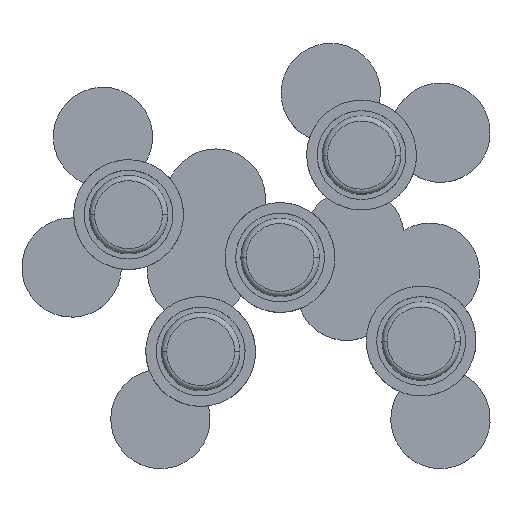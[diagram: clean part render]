
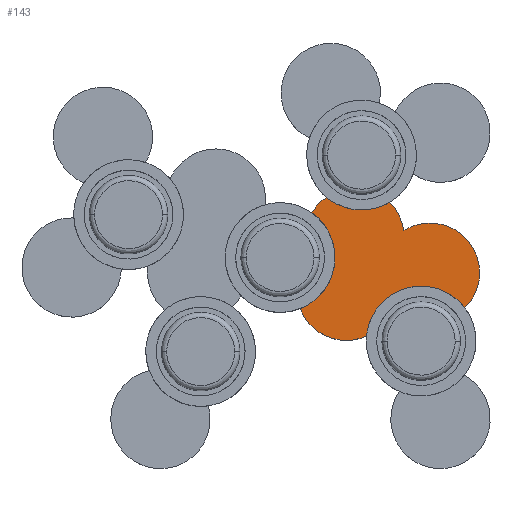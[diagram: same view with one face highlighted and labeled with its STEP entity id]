
A CAD part, top view. The second image highlights one B-rep face of the part: STEP entity #143.
In plain terms, the highlighted planar face has unit normal (0, 0, 1).
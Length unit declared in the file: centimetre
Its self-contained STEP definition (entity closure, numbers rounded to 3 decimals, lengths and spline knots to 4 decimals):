
#143=ADVANCED_FACE('',(#242),#1365,.T.);
#242=FACE_OUTER_BOUND('',#345,.T.);
#345=EDGE_LOOP('',(#609,#610,#611,#612,#613,#614,#615,#616));
#609=ORIENTED_EDGE('',*,*,#909,.T.);
#610=ORIENTED_EDGE('',*,*,#913,.T.);
#611=ORIENTED_EDGE('',*,*,#916,.T.);
#612=ORIENTED_EDGE('',*,*,#919,.T.);
#613=ORIENTED_EDGE('',*,*,#922,.T.);
#614=ORIENTED_EDGE('',*,*,#925,.T.);
#615=ORIENTED_EDGE('',*,*,#927,.T.);
#616=ORIENTED_EDGE('',*,*,#933,.T.);
#909=EDGE_CURVE('',#1280,#1279,#1114,.T.);
#913=EDGE_CURVE('',#1279,#1282,#1118,.T.);
#916=EDGE_CURVE('',#1282,#1284,#1121,.T.);
#919=EDGE_CURVE('',#1284,#1286,#1124,.T.);
#922=EDGE_CURVE('',#1286,#1288,#1127,.T.);
#925=EDGE_CURVE('',#1288,#1290,#1130,.T.);
#927=EDGE_CURVE('',#1290,#1296,#1132,.T.);
#933=EDGE_CURVE('',#1296,#1280,#1138,.T.);
#1114=(
BOUNDED_CURVE()
B_SPLINE_CURVE(2,(#3038,#3039,#3040,#3041,#3042),.UNSPECIFIED.,.F.,.F.)
B_SPLINE_CURVE_WITH_KNOTS((3,2,3),(-83.7465,-79.8958,
-76.0451),.UNSPECIFIED.)
CURVE()
GEOMETRIC_REPRESENTATION_ITEM()
RATIONAL_B_SPLINE_CURVE((1.,0.919,1.,0.919,1.))
REPRESENTATION_ITEM('')
);
#1118=(
BOUNDED_CURVE()
B_SPLINE_CURVE(2,(#3052,#3053,#3054,#3055,#3056),.UNSPECIFIED.,.F.,.F.)
B_SPLINE_CURVE_WITH_KNOTS((3,2,3),(-76.0451,-69.7376,
-63.4301),.UNSPECIFIED.)
CURVE()
GEOMETRIC_REPRESENTATION_ITEM()
RATIONAL_B_SPLINE_CURVE((1.,0.825,1.,0.825,1.))
REPRESENTATION_ITEM('')
);
#1121=(
BOUNDED_CURVE()
B_SPLINE_CURVE(2,(#3064,#3065,#3066,#3067,#3068),.UNSPECIFIED.,.F.,.F.)
B_SPLINE_CURVE_WITH_KNOTS((3,2,3),(-63.4301,-56.4999,
-49.5697),.UNSPECIFIED.)
CURVE()
GEOMETRIC_REPRESENTATION_ITEM()
RATIONAL_B_SPLINE_CURVE((1.,0.746,1.,0.746,1.))
REPRESENTATION_ITEM('')
);
#1124=(
BOUNDED_CURVE()
B_SPLINE_CURVE(2,(#3074,#3075,#3076),.UNSPECIFIED.,.F.,.F.)
B_SPLINE_CURVE_WITH_KNOTS((3,3),(-49.5697,-46.492),
 .UNSPECIFIED.)
CURVE()
GEOMETRIC_REPRESENTATION_ITEM()
RATIONAL_B_SPLINE_CURVE((1.,0.948,1.))
REPRESENTATION_ITEM('')
);
#1127=(
BOUNDED_CURVE()
B_SPLINE_CURVE(2,(#3082,#3083,#3084),.UNSPECIFIED.,.F.,.F.)
B_SPLINE_CURVE_WITH_KNOTS((3,3),(-46.492,-40.0363),
 .UNSPECIFIED.)
CURVE()
GEOMETRIC_REPRESENTATION_ITEM()
RATIONAL_B_SPLINE_CURVE((1.,0.817,1.))
REPRESENTATION_ITEM('')
);
#1130=(
BOUNDED_CURVE()
B_SPLINE_CURVE(2,(#3090,#3091,#3092),.UNSPECIFIED.,.F.,.F.)
B_SPLINE_CURVE_WITH_KNOTS((3,3),(-40.0363,-37.9809),
 .UNSPECIFIED.)
CURVE()
GEOMETRIC_REPRESENTATION_ITEM()
RATIONAL_B_SPLINE_CURVE((1.,0.977,1.))
REPRESENTATION_ITEM('')
);
#1132=(
BOUNDED_CURVE()
B_SPLINE_CURVE(2,(#3096,#3097,#3098),.UNSPECIFIED.,.F.,.F.)
B_SPLINE_CURVE_WITH_KNOTS((3,3),(-37.9809,-33.0085),
 .UNSPECIFIED.)
CURVE()
GEOMETRIC_REPRESENTATION_ITEM()
RATIONAL_B_SPLINE_CURVE((1.,0.889,1.))
REPRESENTATION_ITEM('')
);
#1138=(
BOUNDED_CURVE()
B_SPLINE_CURVE(2,(#3125,#3126,#3127),.UNSPECIFIED.,.F.,.F.)
B_SPLINE_CURVE_WITH_KNOTS((3,3),(-33.0085,-26.6951),
 .UNSPECIFIED.)
CURVE()
GEOMETRIC_REPRESENTATION_ITEM()
RATIONAL_B_SPLINE_CURVE((1.,0.826,1.))
REPRESENTATION_ITEM('')
);
#1279=VERTEX_POINT('',#2737);
#1280=VERTEX_POINT('',#2738);
#1282=VERTEX_POINT('',#2740);
#1284=VERTEX_POINT('',#2742);
#1286=VERTEX_POINT('',#2744);
#1288=VERTEX_POINT('',#2746);
#1290=VERTEX_POINT('',#2748);
#1296=VERTEX_POINT('',#2754);
#1365=PLANE('',#1484);
#1484=AXIS2_PLACEMENT_3D('',#2463,#1533,$);
#1533=DIRECTION('',(0.,0.,1.));
#2463=CARTESIAN_POINT('',(2040.3622,-8.2454,2.));
#2737=CARTESIAN_POINT('',(2027.385,-23.2561,2.));
#2738=CARTESIAN_POINT('',(2021.0236,-20.6223,2.));
#2740=CARTESIAN_POINT('',(2036.7994,-20.5635,2.));
#2742=CARTESIAN_POINT('',(2030.9603,-13.1452,2.));
#2744=CARTESIAN_POINT('',(2029.5809,-10.454,2.));
#2746=CARTESIAN_POINT('',(2023.5445,-9.9587,2.));
#2748=CARTESIAN_POINT('',(2022.1618,-11.4579,2.));
#2754=CARTESIAN_POINT('',(2024.3634,-15.7322,2.));
#3038=CARTESIAN_POINT('',(2021.0236,-20.6223,2.));
#3039=CARTESIAN_POINT('',(2021.756,-22.5244,2.));
#3040=CARTESIAN_POINT('',(2023.6392,-23.3041,2.));
#3041=CARTESIAN_POINT('',(2025.5224,-24.0838,2.));
#3042=CARTESIAN_POINT('',(2027.385,-23.2561,2.));
#3052=CARTESIAN_POINT('',(2027.385,-23.2561,2.));
#3053=CARTESIAN_POINT('',(2027.7112,-19.6737,2.));
#3054=CARTESIAN_POINT('',(2031.1698,-18.6845,2.));
#3055=CARTESIAN_POINT('',(2034.6283,-17.6954,2.));
#3056=CARTESIAN_POINT('',(2036.7994,-20.5635,2.));
#3064=CARTESIAN_POINT('',(2036.7994,-20.5635,2.));
#3065=CARTESIAN_POINT('',(2039.8224,-17.5811,2.));
#3066=CARTESIAN_POINT('',(2037.1959,-14.2443,2.));
#3067=CARTESIAN_POINT('',(2034.5694,-10.9074,2.));
#3068=CARTESIAN_POINT('',(2030.9603,-13.1452,2.));
#3074=CARTESIAN_POINT('',(2030.9603,-13.1452,2.));
#3075=CARTESIAN_POINT('',(2030.7224,-11.568,2.));
#3076=CARTESIAN_POINT('',(2029.5809,-10.454,2.));
#3082=CARTESIAN_POINT('',(2029.5809,-10.454,2.));
#3083=CARTESIAN_POINT('',(2026.3878,-12.3376,2.));
#3084=CARTESIAN_POINT('',(2023.5445,-9.9587,2.));
#3090=CARTESIAN_POINT('',(2023.5445,-9.9587,2.));
#3091=CARTESIAN_POINT('',(2022.6884,-10.5563,2.));
#3092=CARTESIAN_POINT('',(2022.1618,-11.4579,2.));
#3096=CARTESIAN_POINT('',(2022.1618,-11.4579,2.));
#3097=CARTESIAN_POINT('',(2024.3634,-13.028,2.));
#3098=CARTESIAN_POINT('',(2024.3634,-15.7322,2.));
#3125=CARTESIAN_POINT('',(2024.3634,-15.7322,2.));
#3126=CARTESIAN_POINT('',(2024.3634,-19.3177,2.));
#3127=CARTESIAN_POINT('',(2021.0236,-20.6223,2.));
